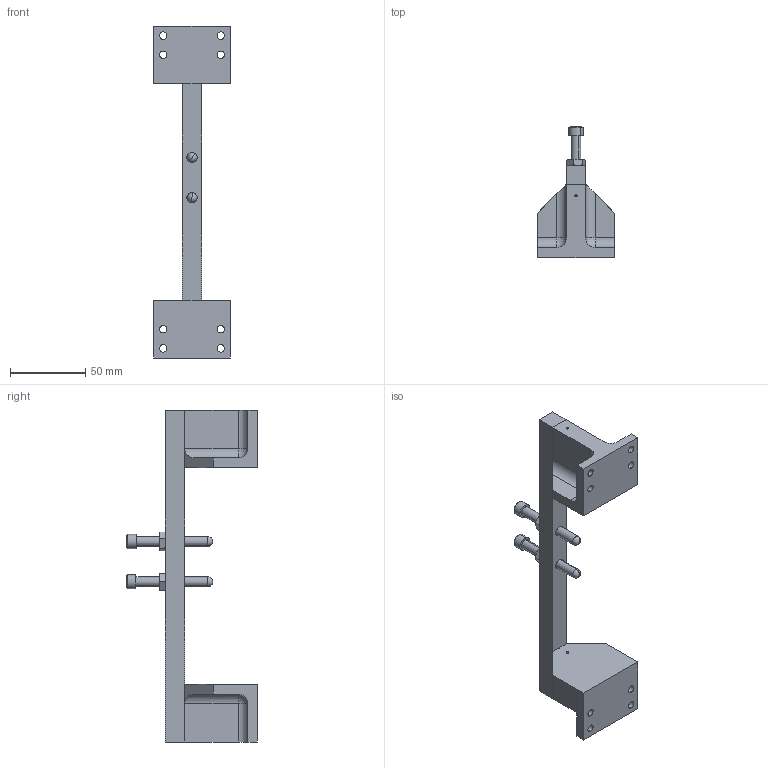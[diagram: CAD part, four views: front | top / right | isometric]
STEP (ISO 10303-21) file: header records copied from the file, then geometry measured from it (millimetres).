
FILE_DESCRIPTION (( 'STEP AP203' ), '1' );
FILE_NAME ('D0901934-v1_AdvLIGO_SUS_HSTS_Top Blade Guard Assy.STEP', '2010-06-09T16:23:31', ( ' ' ), ( ' ' ), 'SwSTEP 2.0', 'SolidWorks 2009', '' );
FILE_SCHEMA (( 'CONFIG_CONTROL_DESIGN' ));
Length unit declared in the file: inch
Products named in the file (7): Helicoil_0.25-20 X 0.375 LONG; D0901934-v1_AdvLIGO_SUS_HSTS_Top  Blade Guard Assy; SST_HexNut_JN .25; SST_Socketheadcapscrew_SHCS #8-32  X 0.625; D0901936_Blade_Guard_Riser_HSTS; Rounded_SHCS_RSHCS 0.25-20  X 2; D0901935_Blade_Guard_Crosspiece_HSTS
Assembly tree (13 placements, depth 2):
  D0901934-v1_AdvLIGO_SUS_HSTS_Top  Blade Guard Assy
    SST_HexNut_JN .25  x2
    SST_Socketheadcapscrew_SHCS #8-32  X 0.625  x4
    D0901936_Blade_Guard_Riser_HSTS  x2
    D0901935_Blade_Guard_Crosspiece_HSTS
    Helicoil_0.25-20 X 0.375 LONG  x2
    Rounded_SHCS_RSHCS 0.25-20  X 2  x2
Bounding box: 50.8 x 86.78 x 219.96 mm (x, y, z)
Volume: 121631.6 mm3; surface area: 42039.4 mm2
Topology: 13 solids, 13 shells, 310 faces, 758 edges, 470 vertices
Faces by surface type: plane 134, cylinder 108, cone 56, sphere 8, torus 4
Entity records: 5584 total; most frequent: CARTESIAN_POINT 992, DIRECTION 795, ORIENTED_EDGE 734, EDGE_CURVE 367, AXIS2_PLACEMENT_3D 308, VERTEX_POINT 233, EDGE_LOOP 186, VECTOR 179
